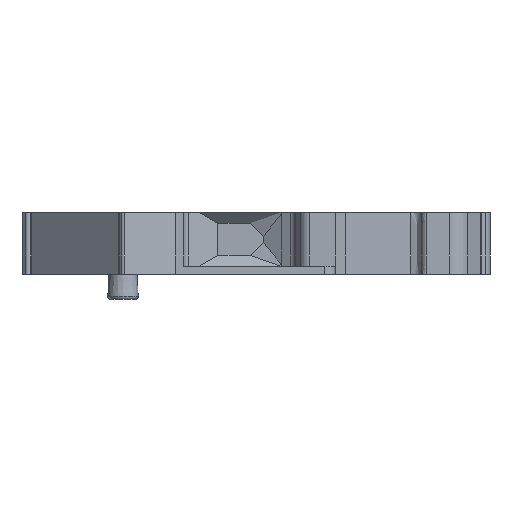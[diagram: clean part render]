
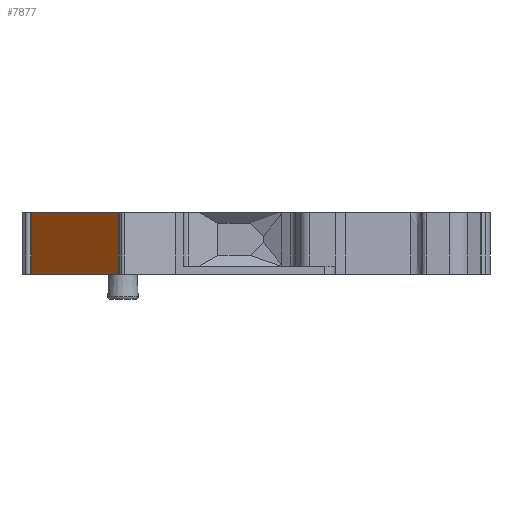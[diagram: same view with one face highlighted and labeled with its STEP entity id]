
A CAD part, left-side view. The second image highlights one B-rep face of the part: STEP entity #7877.
In plain terms, the highlighted planar face has unit normal (-0.707, 0.707, 0).
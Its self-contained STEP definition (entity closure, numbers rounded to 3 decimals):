
#249 = PLANE('',#250);
#250 = AXIS2_PLACEMENT_3D('',#251,#252,#253);
#251 = CARTESIAN_POINT('',(-20.,10.155,0.));
#252 = DIRECTION('',(0.,0.,1.));
#253 = DIRECTION('',(1.,0.,0.));
#304 = PLANE('',#305);
#305 = AXIS2_PLACEMENT_3D('',#306,#307,#308);
#306 = CARTESIAN_POINT('',(-14.235,9.455,6.1));
#307 = DIRECTION('',(0.,0.,1.));
#308 = DIRECTION('',(1.,0.,0.));
#4558 = VERTEX_POINT('',#4559);
#4559 = CARTESIAN_POINT('',(-23.066,30.382,0.));
#4573 = PLANE('',#4574);
#4574 = AXIS2_PLACEMENT_3D('',#4575,#4576,#4577);
#4575 = CARTESIAN_POINT('',(-23.066,30.382,6.1));
#4576 = DIRECTION('',(-0.707,-0.707,0.));
#4577 = DIRECTION('',(0.707,-0.707,0.));
#4585 = EDGE_CURVE('',#4586,#4558,#4588,.T.);
#4586 = VERTEX_POINT('',#4587);
#4587 = CARTESIAN_POINT('',(-14.227,39.221,0.));
#4588 = SURFACE_CURVE('',#4589,(#4593,#4600),.PCURVE_S1.);
#4589 = LINE('',#4590,#4591);
#4590 = CARTESIAN_POINT('',(-14.227,39.221,0.));
#4591 = VECTOR('',#4592,1.);
#4592 = DIRECTION('',(-0.707,-0.707,0.));
#4593 = PCURVE('',#249,#4594);
#4594 = DEFINITIONAL_REPRESENTATION('',(#4595),#4599);
#4595 = LINE('',#4596,#4597);
#4596 = CARTESIAN_POINT('',(5.773,29.066));
#4597 = VECTOR('',#4598,1.);
#4598 = DIRECTION('',(-0.707,-0.707));
#4599 = ( GEOMETRIC_REPRESENTATION_CONTEXT(2) 
PARAMETRIC_REPRESENTATION_CONTEXT() REPRESENTATION_CONTEXT('2D SPACE',''
  ) );
#4600 = PCURVE('',#4601,#4606);
#4601 = PLANE('',#4602);
#4602 = AXIS2_PLACEMENT_3D('',#4603,#4604,#4605);
#4603 = CARTESIAN_POINT('',(-14.227,39.221,6.1));
#4604 = DIRECTION('',(0.707,-0.707,0.));
#4605 = DIRECTION('',(0.707,0.707,0.));
#4606 = DEFINITIONAL_REPRESENTATION('',(#4607),#4611);
#4607 = LINE('',#4608,#4609);
#4608 = CARTESIAN_POINT('',(0.,-6.1));
#4609 = VECTOR('',#4610,1.);
#4610 = DIRECTION('',(-1.,0.));
#4611 = ( GEOMETRIC_REPRESENTATION_CONTEXT(2) 
PARAMETRIC_REPRESENTATION_CONTEXT() REPRESENTATION_CONTEXT('2D SPACE',''
  ) );
#4629 = PLANE('',#4630);
#4630 = AXIS2_PLACEMENT_3D('',#4631,#4632,#4633);
#4631 = CARTESIAN_POINT('',(-14.227,39.221,6.1));
#4632 = DIRECTION('',(-0.707,-0.707,0.));
#4633 = DIRECTION('',(0.707,-0.707,0.));
#7877 = ADVANCED_FACE('',(#7878),#4601,.F.);
#7878 = FACE_BOUND('',#7879,.T.);
#7879 = EDGE_LOOP('',(#7880,#7903,#7926,#7947));
#7880 = ORIENTED_EDGE('',*,*,#7881,.F.);
#7881 = EDGE_CURVE('',#7882,#4558,#7884,.T.);
#7882 = VERTEX_POINT('',#7883);
#7883 = CARTESIAN_POINT('',(-23.066,30.382,6.1));
#7884 = SURFACE_CURVE('',#7885,(#7889,#7896),.PCURVE_S1.);
#7885 = LINE('',#7886,#7887);
#7886 = CARTESIAN_POINT('',(-23.066,30.382,6.1));
#7887 = VECTOR('',#7888,1.);
#7888 = DIRECTION('',(0.,0.,-1.));
#7889 = PCURVE('',#4601,#7890);
#7890 = DEFINITIONAL_REPRESENTATION('',(#7891),#7895);
#7891 = LINE('',#7892,#7893);
#7892 = CARTESIAN_POINT('',(-12.5,0.));
#7893 = VECTOR('',#7894,1.);
#7894 = DIRECTION('',(0.,-1.));
#7895 = ( GEOMETRIC_REPRESENTATION_CONTEXT(2) 
PARAMETRIC_REPRESENTATION_CONTEXT() REPRESENTATION_CONTEXT('2D SPACE',''
  ) );
#7896 = PCURVE('',#4573,#7897);
#7897 = DEFINITIONAL_REPRESENTATION('',(#7898),#7902);
#7898 = LINE('',#7899,#7900);
#7899 = CARTESIAN_POINT('',(0.,0.));
#7900 = VECTOR('',#7901,1.);
#7901 = DIRECTION('',(0.,-1.));
#7902 = ( GEOMETRIC_REPRESENTATION_CONTEXT(2) 
PARAMETRIC_REPRESENTATION_CONTEXT() REPRESENTATION_CONTEXT('2D SPACE',''
  ) );
#7903 = ORIENTED_EDGE('',*,*,#7904,.F.);
#7904 = EDGE_CURVE('',#7905,#7882,#7907,.T.);
#7905 = VERTEX_POINT('',#7906);
#7906 = CARTESIAN_POINT('',(-14.227,39.221,6.1));
#7907 = SURFACE_CURVE('',#7908,(#7912,#7919),.PCURVE_S1.);
#7908 = LINE('',#7909,#7910);
#7909 = CARTESIAN_POINT('',(-14.227,39.221,6.1));
#7910 = VECTOR('',#7911,1.);
#7911 = DIRECTION('',(-0.707,-0.707,0.));
#7912 = PCURVE('',#4601,#7913);
#7913 = DEFINITIONAL_REPRESENTATION('',(#7914),#7918);
#7914 = LINE('',#7915,#7916);
#7915 = CARTESIAN_POINT('',(0.,0.));
#7916 = VECTOR('',#7917,1.);
#7917 = DIRECTION('',(-1.,0.));
#7918 = ( GEOMETRIC_REPRESENTATION_CONTEXT(2) 
PARAMETRIC_REPRESENTATION_CONTEXT() REPRESENTATION_CONTEXT('2D SPACE',''
  ) );
#7919 = PCURVE('',#304,#7920);
#7920 = DEFINITIONAL_REPRESENTATION('',(#7921),#7925);
#7921 = LINE('',#7922,#7923);
#7922 = CARTESIAN_POINT('',(0.008,29.766));
#7923 = VECTOR('',#7924,1.);
#7924 = DIRECTION('',(-0.707,-0.707));
#7925 = ( GEOMETRIC_REPRESENTATION_CONTEXT(2) 
PARAMETRIC_REPRESENTATION_CONTEXT() REPRESENTATION_CONTEXT('2D SPACE',''
  ) );
#7926 = ORIENTED_EDGE('',*,*,#7927,.T.);
#7927 = EDGE_CURVE('',#7905,#4586,#7928,.T.);
#7928 = SURFACE_CURVE('',#7929,(#7933,#7940),.PCURVE_S1.);
#7929 = LINE('',#7930,#7931);
#7930 = CARTESIAN_POINT('',(-14.227,39.221,6.1));
#7931 = VECTOR('',#7932,1.);
#7932 = DIRECTION('',(0.,0.,-1.));
#7933 = PCURVE('',#4601,#7934);
#7934 = DEFINITIONAL_REPRESENTATION('',(#7935),#7939);
#7935 = LINE('',#7936,#7937);
#7936 = CARTESIAN_POINT('',(0.,0.));
#7937 = VECTOR('',#7938,1.);
#7938 = DIRECTION('',(0.,-1.));
#7939 = ( GEOMETRIC_REPRESENTATION_CONTEXT(2) 
PARAMETRIC_REPRESENTATION_CONTEXT() REPRESENTATION_CONTEXT('2D SPACE',''
  ) );
#7940 = PCURVE('',#4629,#7941);
#7941 = DEFINITIONAL_REPRESENTATION('',(#7942),#7946);
#7942 = LINE('',#7943,#7944);
#7943 = CARTESIAN_POINT('',(0.,0.));
#7944 = VECTOR('',#7945,1.);
#7945 = DIRECTION('',(0.,-1.));
#7946 = ( GEOMETRIC_REPRESENTATION_CONTEXT(2) 
PARAMETRIC_REPRESENTATION_CONTEXT() REPRESENTATION_CONTEXT('2D SPACE',''
  ) );
#7947 = ORIENTED_EDGE('',*,*,#4585,.T.);
